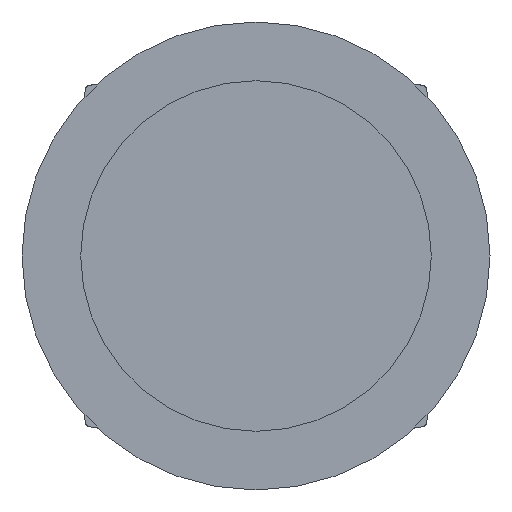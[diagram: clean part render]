
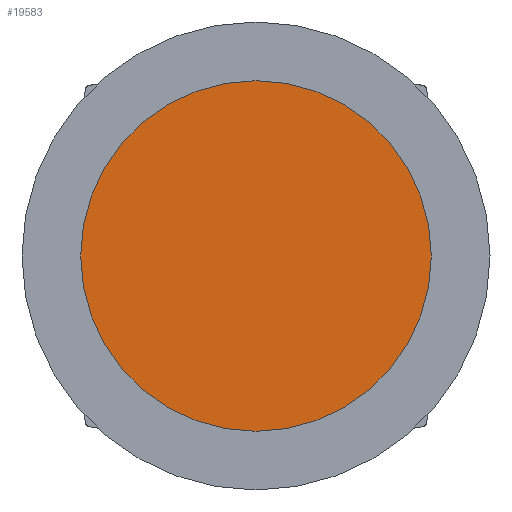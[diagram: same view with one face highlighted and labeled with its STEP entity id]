
A CAD part, front view. The second image highlights one B-rep face of the part: STEP entity #19583.
In plain terms, the highlighted planar face has unit normal (0, -1, 0).
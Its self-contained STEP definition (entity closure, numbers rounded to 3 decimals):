
#107=PLANE($,#20671);
#4402=FACE_OUTER_BOUND($,#5446,.T.);
#5446=EDGE_LOOP($,(#12449));
#6677=CIRCLE($,#20672,20.6);
#7655=VERTEX_POINT($,#28295);
#9556=EDGE_CURVE($,#7655,#7655,#6677,.T.);
#12449=ORIENTED_EDGE($,*,*,#9556,.F.);
#19583=ADVANCED_FACE($,(#4402),#107,.T.);
#20671=AXIS2_PLACEMENT_3D($,#28294,#22715,#22716);
#20672=AXIS2_PLACEMENT_3D($,#28296,#22717,#22718);
#22715=DIRECTION('center_axis',(0.,-1.,0.));
#22716=DIRECTION('ref_axis',(1.,0.,0.));
#22717=DIRECTION('center_axis',(0.,1.,0.));
#22718=DIRECTION('ref_axis',(0.,0.,
1.));
#28294=CARTESIAN_POINT('Origin',(0.,-7.5,
16.55));
#28295=CARTESIAN_POINT('',(0.,-7.5,20.6));
#28296=CARTESIAN_POINT('Origin',(0.,-7.5,
0.));
